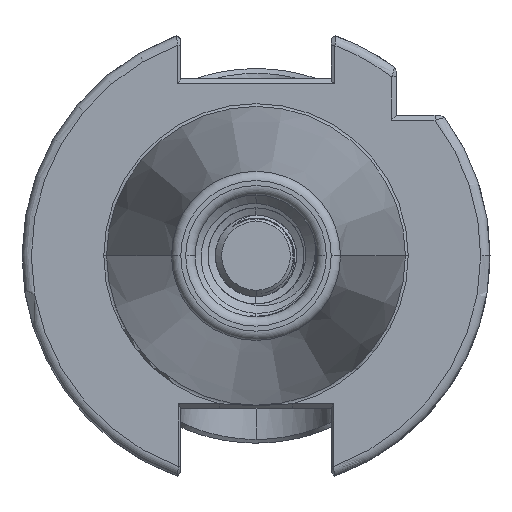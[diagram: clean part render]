
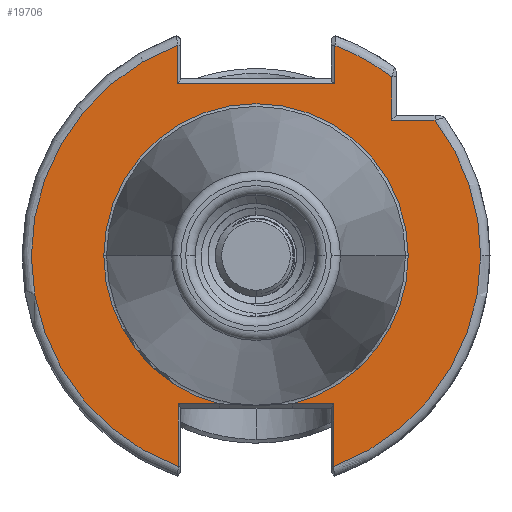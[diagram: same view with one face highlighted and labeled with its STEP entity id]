
A CAD part, left-side view. The second image highlights one B-rep face of the part: STEP entity #19706.
In plain terms, the highlighted planar face has unit normal (-1, 0, 0).
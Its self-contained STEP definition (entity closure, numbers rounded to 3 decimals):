
#18 = AXIS2_PLACEMENT_3D ( 'NONE', #10587, #10572, #10580 ) ;
#36 = AXIS2_PLACEMENT_3D ( 'NONE', #10430, #10454, #10473 ) ;
#92 = AXIS2_PLACEMENT_3D ( 'NONE', #18818, #18813, #18835 ) ;
#126 = AXIS2_PLACEMENT_3D ( 'NONE', #19518, #19502, #19528 ) ;
#553 = FACE_OUTER_BOUND ( 'NONE', #3015, .T. ) ;
#2704 = EDGE_CURVE ( 'NONE', #13366, #20915, #14936, .T. ) ;
#2843 = EDGE_CURVE ( 'NONE', #20944, #20936, #14505, .T. ) ;
#2851 = EDGE_CURVE ( 'NONE', #20933, #20974, #14488, .T. ) ;
#2858 = EDGE_CURVE ( 'NONE', #20936, #20965, #14491, .T. ) ;
#2918 = EDGE_CURVE ( 'NONE', #13419, #20958, #14516, .T. ) ;
#2931 = EDGE_CURVE ( 'NONE', #20958, #13460, #14519, .T. ) ;
#2944 = EDGE_CURVE ( 'NONE', #20956, #20966, #14543, .T. ) ;
#2950 = EDGE_CURVE ( 'NONE', #20966, #20944, #14526, .T. ) ;
#2952 = EDGE_CURVE ( 'NONE', #13510, #13348, #14551, .T. ) ;
#2976 = EDGE_CURVE ( 'NONE', #20965, #13398, #14572, .T. ) ;
#2991 = EDGE_CURVE ( 'NONE', #20917, #20933, #14566, .T. ) ;
#3014 = EDGE_CURVE ( 'NONE', #20915, #20917, #14553, .T. ) ;
#3015 = EDGE_LOOP ( 'NONE', ( #21250, #21237, #21247, #21275, #21263, #21264, #21280, #21230, #21229, #21290, #21288, #17299, #17254, #17287, #17243, #17260 ) ) ;
#3046 = EDGE_CURVE ( 'NONE', #20974, #20956, #14564, .T. ) ;
#5579 = CARTESIAN_POINT ( 'NONE',  ( 0., -14.5, 19.125 ) ) ;
#5584 = CARTESIAN_POINT ( 'NONE',  ( 0., 8.361, 22.497 ) ) ;
#5594 = CARTESIAN_POINT ( 'NONE',  ( 0., -14.5, 14.5 ) ) ;
#5605 = CARTESIAN_POINT ( 'NONE',  ( 0., -19.125, 14.5 ) ) ;
#5620 = CARTESIAN_POINT ( 'NONE',  ( 0., 8.288, -22.523 ) ) ;
#5648 = CARTESIAN_POINT ( 'NONE',  ( 0., -8.288, -15.8 ) ) ;
#5666 = CARTESIAN_POINT ( 'NONE',  ( 0., -8.434, 18.4 ) ) ;
#5671 = CARTESIAN_POINT ( 'NONE',  ( 0., 8.361, 18.4 ) ) ;
#5689 = CARTESIAN_POINT ( 'NONE',  ( 0., -8.434, 22.469 ) ) ;
#5695 = CARTESIAN_POINT ( 'NONE',  ( 0., 8.288, -15.8 ) ) ;
#6696 = DIRECTION ( 'NONE',  ( 0., -1., 0. ) ) ;
#6712 = DIRECTION ( 'NONE',  ( -1., 0., 0. ) ) ;
#6718 = CARTESIAN_POINT ( 'NONE',  ( 0., 0., 0. ) ) ;
#7262 = DIRECTION ( 'NONE',  ( 0., -1., 0. ) ) ;
#7284 = DIRECTION ( 'NONE',  ( -1., 0., 0. ) ) ;
#7292 = CARTESIAN_POINT ( 'NONE',  ( 0., 0., 0. ) ) ;
#7310 = CARTESIAN_POINT ( 'NONE',  ( 0., 0., 0. ) ) ;
#7320 = DIRECTION ( 'NONE',  ( 0., 0., 1. ) ) ;
#7324 = DIRECTION ( 'NONE',  ( 0., -1., 0. ) ) ;
#7339 = DIRECTION ( 'NONE',  ( -1., 0., 0. ) ) ;
#7345 = CARTESIAN_POINT ( 'NONE',  ( 0., 8.288, -16.3 ) ) ;
#7462 = DIRECTION ( 'NONE',  ( 0., -1., 0. ) ) ;
#7474 = CARTESIAN_POINT ( 'NONE',  ( 0., -8.288, -15.8 ) ) ;
#7494 = CARTESIAN_POINT ( 'NONE',  ( 0., -8.288, -22.61 ) ) ;
#7499 = DIRECTION ( 'NONE',  ( 0., 0., -1. ) ) ;
#7514 = CARTESIAN_POINT ( 'NONE',  ( 0., 8.361, 0. ) ) ;
#7522 = DIRECTION ( 'NONE',  ( 0., 0., 1. ) ) ;
#7539 = CARTESIAN_POINT ( 'NONE',  ( 0., 0., 0. ) ) ;
#7543 = DIRECTION ( 'NONE',  ( 0., -1., 0. ) ) ;
#7548 = DIRECTION ( 'NONE',  ( 1., 0., 0. ) ) ;
#7552 = CARTESIAN_POINT ( 'NONE',  ( 0., 16.342, 18.4 ) ) ;
#7553 = DIRECTION ( 'NONE',  ( 0., 1., 0. ) ) ;
#10430 = CARTESIAN_POINT ( 'NONE',  ( 0., 0., 0. ) ) ;
#10454 = DIRECTION ( 'NONE',  ( 1., 0., 0. ) ) ;
#10473 = DIRECTION ( 'NONE',  ( 0., -1., 0. ) ) ;
#10572 = DIRECTION ( 'NONE',  ( 1., 0., 0. ) ) ;
#10580 = DIRECTION ( 'NONE',  ( 0., -1., 0. ) ) ;
#10587 = CARTESIAN_POINT ( 'NONE',  ( 0., 0., 0. ) ) ;
#11510 = CARTESIAN_POINT ( 'NONE',  ( 0., 3.851, -15.8 ) ) ;
#11520 = CARTESIAN_POINT ( 'NONE',  ( 0., -16.262, 0. ) ) ;
#11522 = CARTESIAN_POINT ( 'NONE',  ( 0., -24., 0. ) ) ;
#11571 = CARTESIAN_POINT ( 'NONE',  ( 0., -3.851, -15.8 ) ) ;
#11604 = CARTESIAN_POINT ( 'NONE',  ( 0., 16.262, 0. ) ) ;
#11613 = CARTESIAN_POINT ( 'NONE',  ( 0., -8.288, -22.523 ) ) ;
#12709 = CARTESIAN_POINT ( 'NONE',  ( 0., -8.288, -15.8 ) ) ;
#12750 = DIRECTION ( 'NONE',  ( 0., -1., 0. ) ) ;
#12775 = CARTESIAN_POINT ( 'NONE',  ( 0., -14.5, 18.735 ) ) ;
#12778 = DIRECTION ( 'NONE',  ( 0., 0., 1. ) ) ;
#12891 = DIRECTION ( 'NONE',  ( 0., 1., 0. ) ) ;
#12910 = CARTESIAN_POINT ( 'NONE',  ( 0., -15., 14.5 ) ) ;
#13022 = DIRECTION ( 'NONE',  ( 0., 0., -1. ) ) ;
#13032 = CARTESIAN_POINT ( 'NONE',  ( 0., -8.434, 0. ) ) ;
#13348 = VERTEX_POINT ( 'NONE', #11520 ) ;
#13366 = VERTEX_POINT ( 'NONE', #11522 ) ;
#13398 = VERTEX_POINT ( 'NONE', #11510 ) ;
#13419 = VERTEX_POINT ( 'NONE', #11571 ) ;
#13460 = VERTEX_POINT ( 'NONE', #11613 ) ;
#13510 = VERTEX_POINT ( 'NONE', #11604 ) ;
#13994 = EDGE_CURVE ( 'NONE', #13398, #13510, #15134, .T. ) ;
#14006 = EDGE_CURVE ( 'NONE', #13348, #13419, #15170, .T. ) ;
#14135 = AXIS2_PLACEMENT_3D ( 'NONE', #6718, #6712, #6696 ) ;
#14155 = AXIS2_PLACEMENT_3D ( 'NONE', #7292, #7284, #7262 ) ;
#14156 = AXIS2_PLACEMENT_3D ( 'NONE', #7310, #7339, #7324 ) ;
#14172 = AXIS2_PLACEMENT_3D ( 'NONE', #7539, #7548, #7543 ) ;
#14488 = CIRCLE ( 'NONE', #14156, 24. ) ;
#14491 = LINE ( 'NONE', #7345, #14512 ) ;
#14500 = VECTOR ( 'NONE', #7553, 1000. ) ;
#14505 = CIRCLE ( 'NONE', #14155, 24. ) ;
#14512 = VECTOR ( 'NONE', #7320, 1000. ) ;
#14516 = LINE ( 'NONE', #7474, #14533 ) ;
#14519 = LINE ( 'NONE', #7494, #14539 ) ;
#14526 = LINE ( 'NONE', #7514, #14529 ) ;
#14529 = VECTOR ( 'NONE', #7522, 1000. ) ;
#14533 = VECTOR ( 'NONE', #7462, 1000. ) ;
#14539 = VECTOR ( 'NONE', #7499, 1000. ) ;
#14543 = LINE ( 'NONE', #7552, #14500 ) ;
#14546 = VECTOR ( 'NONE', #12778, 1000. ) ;
#14551 = CIRCLE ( 'NONE', #14172, 16.262 ) ;
#14552 = VECTOR ( 'NONE', #12750, 1000. ) ;
#14553 = LINE ( 'NONE', #12910, #14559 ) ;
#14559 = VECTOR ( 'NONE', #12891, 1000. ) ;
#14564 = LINE ( 'NONE', #13032, #14565 ) ;
#14565 = VECTOR ( 'NONE', #13022, 1000. ) ;
#14566 = LINE ( 'NONE', #12775, #14546 ) ;
#14572 = LINE ( 'NONE', #12709, #14552 ) ;
#14936 = CIRCLE ( 'NONE', #14135, 24. ) ;
#15134 = CIRCLE ( 'NONE', #36, 16.262 ) ;
#15170 = CIRCLE ( 'NONE', #18, 16.262 ) ;
#15287 = CIRCLE ( 'NONE', #92, 24. ) ;
#17243 = ORIENTED_EDGE ( 'NONE', *, *, #2991, .T. ) ;
#17254 = ORIENTED_EDGE ( 'NONE', *, *, #2704, .T. ) ;
#17260 = ORIENTED_EDGE ( 'NONE', *, *, #2851, .T. ) ;
#17287 = ORIENTED_EDGE ( 'NONE', *, *, #3014, .T. ) ;
#17299 = ORIENTED_EDGE ( 'NONE', *, *, #17315, .T. ) ;
#17315 = EDGE_CURVE ( 'NONE', #13460, #13366, #15287, .T. ) ;
#18813 = DIRECTION ( 'NONE',  ( -1., 0., 0. ) ) ;
#18818 = CARTESIAN_POINT ( 'NONE',  ( 0., 0., 0. ) ) ;
#18835 = DIRECTION ( 'NONE',  ( 0., -1., 0. ) ) ;
#19502 = DIRECTION ( 'NONE',  ( -1., 0., 0. ) ) ;
#19515 = PLANE ( 'NONE',  #126 ) ;
#19518 = CARTESIAN_POINT ( 'NONE',  ( 0., 16.342, 0. ) ) ;
#19528 = DIRECTION ( 'NONE',  ( 0., -1., 0. ) ) ;
#19706 = ADVANCED_FACE ( 'NONE', ( #553 ), #19515, .T. ) ;
#20915 = VERTEX_POINT ( 'NONE', #5605 ) ;
#20917 = VERTEX_POINT ( 'NONE', #5594 ) ;
#20933 = VERTEX_POINT ( 'NONE', #5579 ) ;
#20936 = VERTEX_POINT ( 'NONE', #5620 ) ;
#20944 = VERTEX_POINT ( 'NONE', #5584 ) ;
#20956 = VERTEX_POINT ( 'NONE', #5666 ) ;
#20958 = VERTEX_POINT ( 'NONE', #5648 ) ;
#20965 = VERTEX_POINT ( 'NONE', #5695 ) ;
#20966 = VERTEX_POINT ( 'NONE', #5671 ) ;
#20974 = VERTEX_POINT ( 'NONE', #5689 ) ;
#21229 = ORIENTED_EDGE ( 'NONE', *, *, #14006, .T. ) ;
#21230 = ORIENTED_EDGE ( 'NONE', *, *, #2952, .T. ) ;
#21237 = ORIENTED_EDGE ( 'NONE', *, *, #2944, .T. ) ;
#21247 = ORIENTED_EDGE ( 'NONE', *, *, #2950, .T. ) ;
#21250 = ORIENTED_EDGE ( 'NONE', *, *, #3046, .T. ) ;
#21263 = ORIENTED_EDGE ( 'NONE', *, *, #2858, .T. ) ;
#21264 = ORIENTED_EDGE ( 'NONE', *, *, #2976, .T. ) ;
#21275 = ORIENTED_EDGE ( 'NONE', *, *, #2843, .T. ) ;
#21280 = ORIENTED_EDGE ( 'NONE', *, *, #13994, .T. ) ;
#21288 = ORIENTED_EDGE ( 'NONE', *, *, #2931, .T. ) ;
#21290 = ORIENTED_EDGE ( 'NONE', *, *, #2918, .T. ) ;
